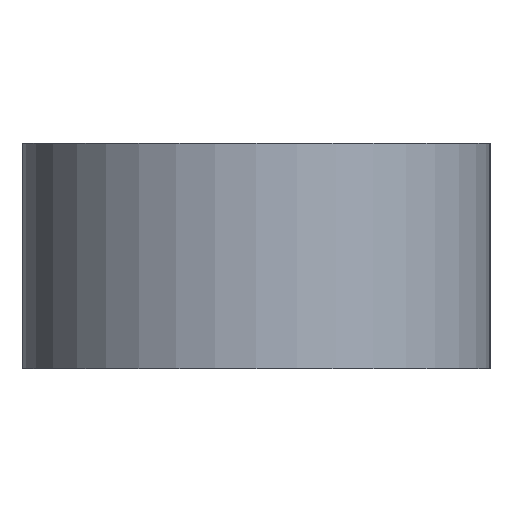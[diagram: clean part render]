
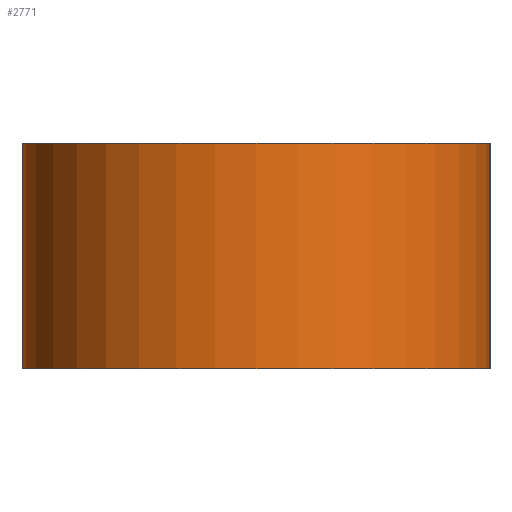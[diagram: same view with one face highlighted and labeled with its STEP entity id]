
A CAD part, left-side view. The second image highlights one B-rep face of the part: STEP entity #2771.
In plain terms, the highlighted cylindrical face has radius 15.55 mm (diameter 31.1 mm), a partial arc.
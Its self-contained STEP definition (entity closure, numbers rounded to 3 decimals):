
#201=FACE_OUTER_BOUND($,#345,.T.);
#345=EDGE_LOOP($,(#2527,#2528,#2529,#2530));
#573=LINE($,#4847,#801);
#574=LINE($,#4849,#802);
#801=VECTOR($,#4002,15.);
#802=VECTOR($,#4005,15.);
#836=CIRCLE($,#2826,15.55);
#994=CIRCLE($,#2987,15.55);
#1031=VERTEX_POINT($,#4112);
#1032=VERTEX_POINT($,#4114);
#1271=VERTEX_POINT($,#4600);
#1274=VERTEX_POINT($,#4605);
#1326=EDGE_CURVE($,#1032,#1031,#836,.T.);
#1573=EDGE_CURVE($,#1274,#1271,#994,.T.);
#1693=EDGE_CURVE($,#1274,#1032,#573,.T.);
#1694=EDGE_CURVE($,#1271,#1031,#574,.T.);
#2527=ORIENTED_EDGE($,*,*,#1326,.T.);
#2528=ORIENTED_EDGE($,*,*,#1694,.F.);
#2529=ORIENTED_EDGE($,*,*,#1573,.F.);
#2530=ORIENTED_EDGE($,*,*,#1693,.T.);
#2630=CYLINDRICAL_SURFACE($,#3108,15.55);
#2771=ADVANCED_FACE($,(#201),#2630,.T.);
#2826=AXIS2_PLACEMENT_3D($,#4115,#3230,#3231);
#2987=AXIS2_PLACEMENT_3D($,#4607,#3641,#3642);
#3108=AXIS2_PLACEMENT_3D($,#4848,#4003,#4004);
#3230=DIRECTION('center_axis',(0.,0.,-1.));
#3231=DIRECTION('ref_axis',(0.,-1.,0.));
#3641=DIRECTION('center_axis',(0.,0.,-1.));
#3642=DIRECTION('ref_axis',(0.,-1.,0.));
#4002=DIRECTION($,(0.,0.,1.));
#4003=DIRECTION('center_axis',(0.,0.,1.));
#4004=DIRECTION('ref_axis',(0.,-1.,0.));
#4005=DIRECTION($,(0.,0.,1.));
#4112=CARTESIAN_POINT('',(0.,15.55,15.));
#4114=CARTESIAN_POINT('',(0.,-15.55,15.));
#4115=CARTESIAN_POINT('Origin',(0.,0.,15.));
#4600=CARTESIAN_POINT('',(0.,15.55,0.));
#4605=CARTESIAN_POINT('',(0.,-15.55,0.));
#4607=CARTESIAN_POINT('Origin',(0.,0.,0.));
#4847=CARTESIAN_POINT($,(0.,-15.55,0.));
#4848=CARTESIAN_POINT('Origin',(0.,0.,0.));
#4849=CARTESIAN_POINT($,(0.,15.55,0.));
